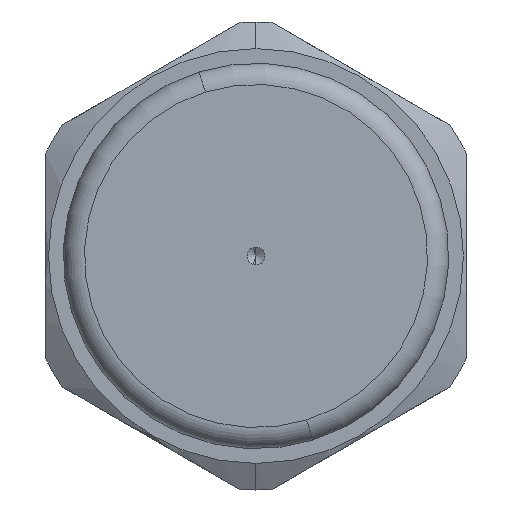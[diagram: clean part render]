
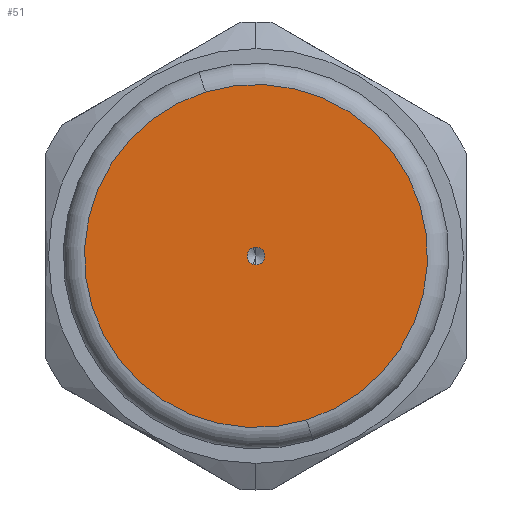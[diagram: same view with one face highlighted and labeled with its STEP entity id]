
A CAD part, left-side view. The second image highlights one B-rep face of the part: STEP entity #51.
In plain terms, the highlighted planar face has unit normal (-1, 0, 0).
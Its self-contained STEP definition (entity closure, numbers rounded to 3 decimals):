
#51 = ADVANCED_FACE ( 'NONE', ( #7384, #11872 ), #1010, .T. ) ;
#1010 = PLANE ( 'NONE',  #11722 ) ;
#1104 = ORIENTED_EDGE ( 'NONE', *, *, #14781, .F. ) ;
#1860 = CARTESIAN_POINT ( 'NONE',  ( -23., 0., 0. ) ) ;
#2144 = EDGE_CURVE ( 'NONE', #6692, #7195, #9088, .T. ) ;
#2148 = CARTESIAN_POINT ( 'NONE',  ( -23., 0.177, 0.573 ) ) ;
#2614 = DIRECTION ( 'NONE',  ( 0., -0.295, -0.956 ) ) ;
#2622 = EDGE_LOOP ( 'NONE', ( #1104, #9399 ) ) ;
#2775 = EDGE_CURVE ( 'NONE', #8117, #5302, #10439, .T. ) ;
#3092 = AXIS2_PLACEMENT_3D ( 'NONE', #10574, #13125, #7037 ) ;
#3123 = EDGE_LOOP ( 'NONE', ( #3723, #3751 ) ) ;
#3322 = AXIS2_PLACEMENT_3D ( 'NONE', #1860, #4595, #13275 ) ;
#3723 = ORIENTED_EDGE ( 'NONE', *, *, #12077, .T. ) ;
#3751 = ORIENTED_EDGE ( 'NONE', *, *, #2775, .T. ) ;
#4595 = DIRECTION ( 'NONE',  ( 1., 0., 0. ) ) ;
#5302 = VERTEX_POINT ( 'NONE', #11946 ) ;
#5755 = DIRECTION ( 'NONE',  ( 0., 0.295, 0.956 ) ) ;
#6010 = AXIS2_PLACEMENT_3D ( 'NONE', #12170, #8839, #13420 ) ;
#6692 = VERTEX_POINT ( 'NONE', #12675 ) ;
#7037 = DIRECTION ( 'NONE',  ( 0., -0.295, -0.956 ) ) ;
#7195 = VERTEX_POINT ( 'NONE', #8835 ) ;
#7384 = FACE_BOUND ( 'NONE', #3123, .T. ) ;
#8117 = VERTEX_POINT ( 'NONE', #2148 ) ;
#8835 = CARTESIAN_POINT ( 'NONE',  ( -23., -3.439, -11.14 ) ) ;
#8839 = DIRECTION ( 'NONE',  ( 1., 0., 0. ) ) ;
#9088 = CIRCLE ( 'NONE', #6010, 11.658 ) ;
#9399 = ORIENTED_EDGE ( 'NONE', *, *, #2144, .F. ) ;
#9955 = AXIS2_PLACEMENT_3D ( 'NONE', #13732, #10041, #2614 ) ;
#10041 = DIRECTION ( 'NONE',  ( 1., 0., 0. ) ) ;
#10439 = CIRCLE ( 'NONE', #3092, 0.6 ) ;
#10527 = CIRCLE ( 'NONE', #9955, 0.6 ) ;
#10574 = CARTESIAN_POINT ( 'NONE',  ( -23., 0., 0. ) ) ;
#10818 = CARTESIAN_POINT ( 'NONE',  ( -23., -0.177, -0.573 ) ) ;
#11722 = AXIS2_PLACEMENT_3D ( 'NONE', #10818, #15895, #5755 ) ;
#11872 = FACE_OUTER_BOUND ( 'NONE', #2622, .T. ) ;
#11946 = CARTESIAN_POINT ( 'NONE',  ( -23., -0.177, -0.573 ) ) ;
#12077 = EDGE_CURVE ( 'NONE', #5302, #8117, #10527, .T. ) ;
#12170 = CARTESIAN_POINT ( 'NONE',  ( -23., 0., 0. ) ) ;
#12675 = CARTESIAN_POINT ( 'NONE',  ( -23., 3.439, 11.14 ) ) ;
#13125 = DIRECTION ( 'NONE',  ( 1., 0., 0. ) ) ;
#13275 = DIRECTION ( 'NONE',  ( 0., -0.295, -0.956 ) ) ;
#13420 = DIRECTION ( 'NONE',  ( 0., -0.295, -0.956 ) ) ;
#13732 = CARTESIAN_POINT ( 'NONE',  ( -23., 0., 0. ) ) ;
#14781 = EDGE_CURVE ( 'NONE', #7195, #6692, #16175, .T. ) ;
#15895 = DIRECTION ( 'NONE',  ( -1., 0., 0. ) ) ;
#16175 = CIRCLE ( 'NONE', #3322, 11.658 ) ;
